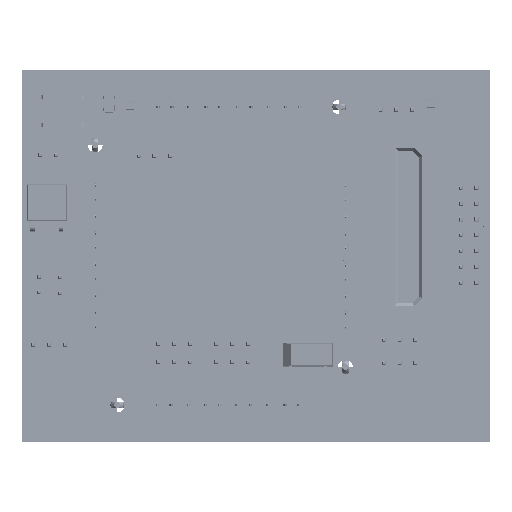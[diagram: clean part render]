
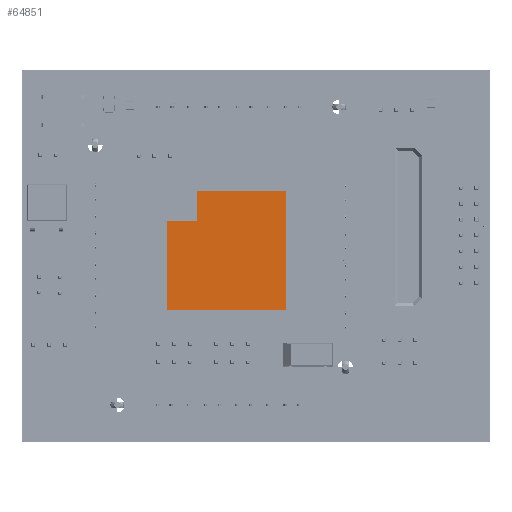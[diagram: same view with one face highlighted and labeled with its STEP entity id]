
A CAD part, top view. The second image highlights one B-rep face of the part: STEP entity #64851.
In plain terms, the highlighted planar face has unit normal (0, 0, 1).
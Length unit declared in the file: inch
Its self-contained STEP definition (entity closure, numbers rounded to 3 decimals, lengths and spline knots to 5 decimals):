
#3417=LINE('',#109775,#10943);
#3421=LINE('',#109783,#10947);
#3429=LINE('',#109798,#10955);
#3430=LINE('',#109801,#10956);
#3433=LINE('',#109807,#10959);
#3436=LINE('',#109812,#10962);
#10943=VECTOR('',#84123,0.18701);
#10947=VECTOR('',#84129,0.18701);
#10955=VECTOR('',#84141,0.56102);
#10956=VECTOR('',#84144,0.56102);
#10959=VECTOR('',#84149,0.74803);
#10962=VECTOR('',#84154,0.74803);
#17459=PLANE('',#74618);
#20856=FACE_OUTER_BOUND('',#24850,.T.);
#24850=EDGE_LOOP('',(#48551,#48552,#48553,#48554,#48555,#48556));
#29479=VERTEX_POINT('',#109773);
#29480=VERTEX_POINT('',#109774);
#29483=VERTEX_POINT('',#109782);
#29488=VERTEX_POINT('',#109796);
#29489=VERTEX_POINT('',#109800);
#29491=VERTEX_POINT('',#109806);
#36608=EDGE_CURVE('',#29479,#29480,#3417,.T.);
#36612=EDGE_CURVE('',#29480,#29483,#3421,.T.);
#36620=EDGE_CURVE('',#29488,#29483,#3429,.T.);
#36621=EDGE_CURVE('',#29479,#29489,#3430,.T.);
#36624=EDGE_CURVE('',#29489,#29491,#3433,.T.);
#36627=EDGE_CURVE('',#29491,#29488,#3436,.T.);
#48551=ORIENTED_EDGE('',*,*,#36612,.T.);
#48552=ORIENTED_EDGE('',*,*,#36620,.F.);
#48553=ORIENTED_EDGE('',*,*,#36627,.F.);
#48554=ORIENTED_EDGE('',*,*,#36624,.F.);
#48555=ORIENTED_EDGE('',*,*,#36621,.F.);
#48556=ORIENTED_EDGE('',*,*,#36608,.T.);
#64851=ADVANCED_FACE('',(#20856),#17459,.T.);
#74618=AXIS2_PLACEMENT_3D('',#109815,#84158,#84159);
#84123=DIRECTION('',(0.,-1.,0.));
#84129=DIRECTION('',(-1.,0.,0.));
#84141=DIRECTION('',(0.,1.,0.));
#84144=DIRECTION('',(1.,0.,0.));
#84149=DIRECTION('',(0.,-1.,0.));
#84154=DIRECTION('',(-1.,0.,0.));
#84158=DIRECTION('center_axis',(0.,0.,1.));
#84159=DIRECTION('ref_axis',(1.,0.,0.));
#109773=CARTESIAN_POINT('',(0.18701,0.74803,0.04409));
#109774=CARTESIAN_POINT('',(0.18701,0.56102,0.04409));
#109775=CARTESIAN_POINT('',(0.18701,0.56102,0.04409));
#109782=CARTESIAN_POINT('',(0.,0.56102,0.04409));
#109783=CARTESIAN_POINT('',(0.28051,0.56102,0.04409));
#109796=CARTESIAN_POINT('',(0.,0.,0.04409));
#109798=CARTESIAN_POINT('',(0.,0.74803,0.04409));
#109800=CARTESIAN_POINT('',(0.74803,0.74803,0.04409));
#109801=CARTESIAN_POINT('',(0.74803,0.74803,0.04409));
#109806=CARTESIAN_POINT('',(0.74803,0.,0.04409));
#109807=CARTESIAN_POINT('',(0.74803,0.,0.04409));
#109812=CARTESIAN_POINT('',(0.,0.,0.04409));
#109815=CARTESIAN_POINT('Origin',(0.37402,0.37402,0.04409));
